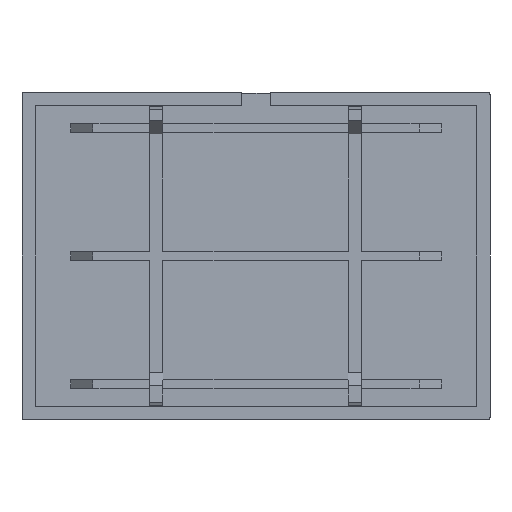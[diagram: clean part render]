
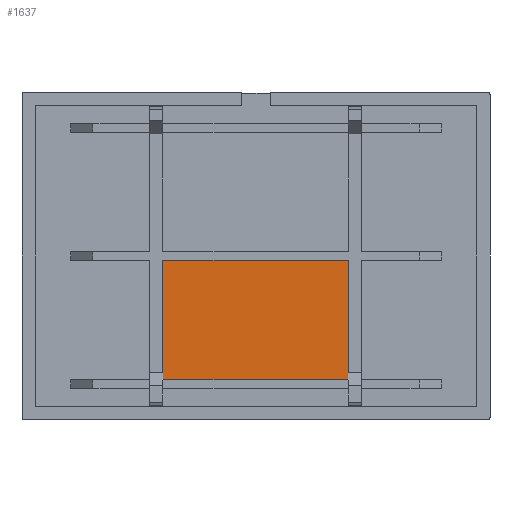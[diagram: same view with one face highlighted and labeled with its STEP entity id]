
A CAD part, front view. The second image highlights one B-rep face of the part: STEP entity #1637.
In plain terms, the highlighted planar face has unit normal (0, -1, 0).
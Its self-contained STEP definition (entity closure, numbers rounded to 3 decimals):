
#89=FACE_OUTER_BOUND($,#175,.T.);
#175=EDGE_LOOP($,(#1256,#1257,#1258,#1259));
#308=LINE($,#2399,#523);
#328=LINE($,#2439,#543);
#334=LINE($,#2450,#549);
#341=LINE($,#2463,#556);
#523=VECTOR($,#1928,41.8);
#543=VECTOR($,#1962,41.8);
#549=VECTOR($,#1970,26.9);
#556=VECTOR($,#1981,26.9);
#720=VERTEX_POINT($,#2396);
#721=VERTEX_POINT($,#2398);
#733=VERTEX_POINT($,#2435);
#734=VERTEX_POINT($,#2437);
#894=EDGE_CURVE($,#721,#720,#308,.T.);
#914=EDGE_CURVE($,#733,#734,#328,.T.);
#920=EDGE_CURVE($,#720,#733,#334,.T.);
#927=EDGE_CURVE($,#734,#721,#341,.T.);
#1256=ORIENTED_EDGE($,*,*,#894,.T.);
#1257=ORIENTED_EDGE($,*,*,#920,.T.);
#1258=ORIENTED_EDGE($,*,*,#914,.T.);
#1259=ORIENTED_EDGE($,*,*,#927,.T.);
#1565=PLANE($,#1726);
#1637=ADVANCED_FACE($,(#89),#1565,.T.);
#1726=AXIS2_PLACEMENT_3D($,#2506,#2011,#2012);
#1928=DIRECTION($,(-1.,0.,0.));
#1962=DIRECTION($,(1.,0.,0.));
#1970=DIRECTION($,(0.,0.,-1.));
#1981=DIRECTION($,(0.,0.,1.));
#2011=DIRECTION('center_axis',(0.,-1.,0.));
#2012=DIRECTION('ref_axis',(1.,0.,0.));
#2396=CARTESIAN_POINT('',(-21.,-2.8,-1.));
#2398=CARTESIAN_POINT('',(20.8,-2.8,-1.));
#2399=CARTESIAN_POINT($,(20.8,-2.8,-1.));
#2435=CARTESIAN_POINT('',(-21.,-2.8,-27.9));
#2437=CARTESIAN_POINT('',(20.8,-2.8,-27.9));
#2439=CARTESIAN_POINT($,(-21.,-2.8,-27.9));
#2450=CARTESIAN_POINT($,(-21.,-2.8,-1.));
#2463=CARTESIAN_POINT($,(20.8,-2.8,-27.9));
#2506=CARTESIAN_POINT('Origin',(0.,-2.8,0.));
